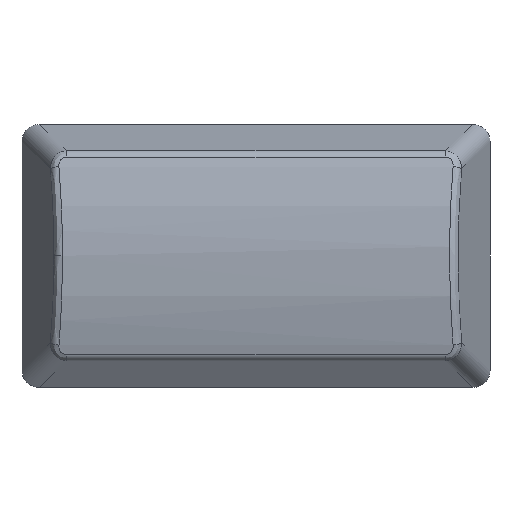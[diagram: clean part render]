
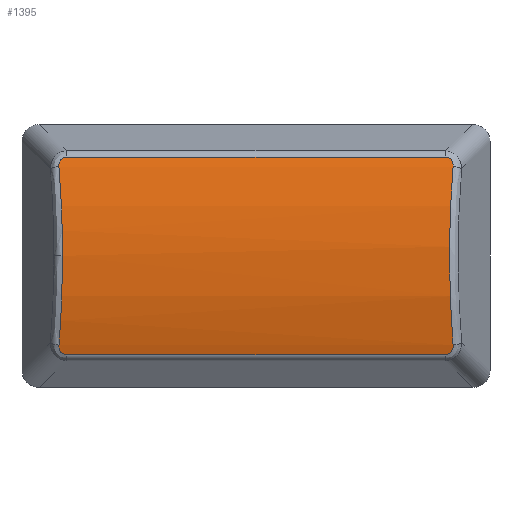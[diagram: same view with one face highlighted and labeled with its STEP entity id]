
A CAD part, top view. The second image highlights one B-rep face of the part: STEP entity #1395.
In plain terms, the highlighted cylindrical face has radius 25.296 mm (diameter 50.591 mm), a partial arc.
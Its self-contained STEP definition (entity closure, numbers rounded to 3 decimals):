
#1261=CARTESIAN_POINT('',(-749.764,371.95,-18.096));
#1262=DIRECTION('',(1.,0.,0.));
#1263=DIRECTION('',(0.,0.,-1.));
#1264=AXIS2_PLACEMENT_3D('',#1261,#1262,#1263);
#1265=CYLINDRICAL_SURFACE('',#1264,25.296);
#1266=CARTESIAN_POINT('',(36.823,365.068,6.246));
#1267=VERTEX_POINT('',#1266);
#1268=CARTESIAN_POINT('',(63.189,365.068,6.246));
#1269=VERTEX_POINT('',#1268);
#1270=CARTESIAN_POINT('',(36.823,365.068,6.246));
#1271=DIRECTION('',(1.,0.,0.));
#1272=VECTOR('',#1271,26.366);
#1273=LINE('',#1270,#1272);
#1274=EDGE_CURVE('',#1267,#1269,#1273,.T.);
#1275=ORIENTED_EDGE('',*,*,#1274,.T.);
#1276=CARTESIAN_POINT('',(63.728,365.733,6.424));
#1277=VERTEX_POINT('',#1276);
#1278=CARTESIAN_POINT('',(63.189,365.068,6.246));
#1279=CARTESIAN_POINT('',(63.271,365.068,6.246));
#1280=CARTESIAN_POINT('',(63.353,365.086,6.251));
#1281=CARTESIAN_POINT('',(63.425,365.121,6.261));
#1282=CARTESIAN_POINT('',(63.461,365.139,6.266));
#1283=CARTESIAN_POINT('',(63.496,365.162,6.272));
#1284=CARTESIAN_POINT('',(63.527,365.188,6.279));
#1285=CARTESIAN_POINT('',(63.558,365.214,6.287));
#1286=CARTESIAN_POINT('',(63.585,365.243,6.295));
#1287=CARTESIAN_POINT('',(63.609,365.275,6.304));
#1288=CARTESIAN_POINT('',(63.657,365.34,6.321));
#1289=CARTESIAN_POINT('',(63.691,365.414,6.341));
#1290=CARTESIAN_POINT('',(63.71,365.493,6.362));
#1291=CARTESIAN_POINT('',(63.73,365.572,6.383));
#1292=CARTESIAN_POINT('',(63.735,365.652,6.404));
#1293=CARTESIAN_POINT('',(63.728,365.733,6.424));
#1294=B_SPLINE_CURVE_WITH_KNOTS('',3,(#1278,#1279,#1280,#1281,#1282,#1283,#1284,#1285,#1286,#1287,#1288,#1289,#1290,#1291,#1292,#1293),.UNSPECIFIED.,.F.,.F.,(4,3,3,3,3,4),(0.,0.,0.,0.,0.001,0.001),.UNSPECIFIED.);
#1295=EDGE_CURVE('',#1269,#1277,#1294,.T.);
#1296=ORIENTED_EDGE('',*,*,#1295,.T.);
#1297=CARTESIAN_POINT('',(63.728,378.167,6.424));
#1298=VERTEX_POINT('',#1297);
#1299=CARTESIAN_POINT('',(71.595,371.95,-18.096));
#1300=DIRECTION('',(-0.952,-0.,-0.305));
#1301=DIRECTION('',(0.305,0.,-0.952));
#1302=AXIS2_PLACEMENT_3D('',#1299,#1300,#1301);
#1303=ELLIPSE('',#1302,26.566,25.296);
#1304=EDGE_CURVE('',#1277,#1298,#1303,.T.);
#1305=ORIENTED_EDGE('',*,*,#1304,.T.);
#1306=CARTESIAN_POINT('',(63.189,378.832,6.246));
#1307=VERTEX_POINT('',#1306);
#1308=CARTESIAN_POINT('',(63.728,378.167,6.424));
#1309=CARTESIAN_POINT('',(63.735,378.248,6.404));
#1310=CARTESIAN_POINT('',(63.73,378.328,6.383));
#1311=CARTESIAN_POINT('',(63.71,378.407,6.362));
#1312=CARTESIAN_POINT('',(63.691,378.486,6.341));
#1313=CARTESIAN_POINT('',(63.657,378.56,6.321));
#1314=CARTESIAN_POINT('',(63.609,378.625,6.304));
#1315=CARTESIAN_POINT('',(63.585,378.657,6.295));
#1316=CARTESIAN_POINT('',(63.558,378.686,6.287));
#1317=CARTESIAN_POINT('',(63.527,378.712,6.279));
#1318=CARTESIAN_POINT('',(63.496,378.738,6.272));
#1319=CARTESIAN_POINT('',(63.461,378.761,6.266));
#1320=CARTESIAN_POINT('',(63.425,378.779,6.261));
#1321=CARTESIAN_POINT('',(63.353,378.814,6.251));
#1322=CARTESIAN_POINT('',(63.271,378.832,6.246));
#1323=CARTESIAN_POINT('',(63.189,378.832,6.246));
#1324=B_SPLINE_CURVE_WITH_KNOTS('',3,(#1308,#1309,#1310,#1311,#1312,#1313,#1314,#1315,#1316,#1317,#1318,#1319,#1320,#1321,#1322,#1323),.UNSPECIFIED.,.F.,.F.,(4,3,3,3,3,4),(0.,0.,0.,0.001,0.001,0.001),.UNSPECIFIED.);
#1325=EDGE_CURVE('',#1298,#1307,#1324,.T.);
#1326=ORIENTED_EDGE('',*,*,#1325,.T.);
#1327=CARTESIAN_POINT('',(36.823,378.832,6.246));
#1328=VERTEX_POINT('',#1327);
#1329=CARTESIAN_POINT('',(63.189,378.832,6.246));
#1330=DIRECTION('',(-1.,-0.,-0.));
#1331=VECTOR('',#1330,26.366);
#1332=LINE('',#1329,#1331);
#1333=EDGE_CURVE('',#1307,#1328,#1332,.T.);
#1334=ORIENTED_EDGE('',*,*,#1333,.T.);
#1335=CARTESIAN_POINT('',(36.284,378.167,6.424));
#1336=VERTEX_POINT('',#1335);
#1337=CARTESIAN_POINT('',(36.823,378.832,6.246));
#1338=CARTESIAN_POINT('',(36.782,378.832,6.246));
#1339=CARTESIAN_POINT('',(36.742,378.828,6.247));
#1340=CARTESIAN_POINT('',(36.703,378.819,6.249));
#1341=CARTESIAN_POINT('',(36.663,378.81,6.252));
#1342=CARTESIAN_POINT('',(36.624,378.797,6.256));
#1343=CARTESIAN_POINT('',(36.588,378.779,6.261));
#1344=CARTESIAN_POINT('',(36.516,378.743,6.271));
#1345=CARTESIAN_POINT('',(36.452,378.69,6.286));
#1346=CARTESIAN_POINT('',(36.404,378.625,6.303));
#1347=CARTESIAN_POINT('',(36.355,378.561,6.321));
#1348=CARTESIAN_POINT('',(36.322,378.486,6.341));
#1349=CARTESIAN_POINT('',(36.302,378.407,6.362));
#1350=CARTESIAN_POINT('',(36.283,378.329,6.383));
#1351=CARTESIAN_POINT('',(36.278,378.248,6.404));
#1352=CARTESIAN_POINT('',(36.284,378.167,6.424));
#1353=B_SPLINE_CURVE_WITH_KNOTS('',3,(#1337,#1338,#1339,#1340,#1341,#1342,#1343,#1344,#1345,#1346,#1347,#1348,#1349,#1350,#1351,#1352),.UNSPECIFIED.,.F.,.F.,(4,3,3,3,3,4),(0.,0.,0.,0.,0.001,0.001),.UNSPECIFIED.);
#1354=EDGE_CURVE('',#1328,#1336,#1353,.T.);
#1355=ORIENTED_EDGE('',*,*,#1354,.T.);
#1356=CARTESIAN_POINT('',(36.533,371.95,7.2));
#1357=VERTEX_POINT('',#1356);
#1358=CARTESIAN_POINT('',(28.418,371.95,-18.096));
#1359=DIRECTION('',(0.952,-0.,-0.305));
#1360=DIRECTION('',(0.305,0.,0.952));
#1361=AXIS2_PLACEMENT_3D('',#1358,#1359,#1360);
#1362=ELLIPSE('',#1361,26.566,25.296);
#1363=EDGE_CURVE('',#1336,#1357,#1362,.T.);
#1364=ORIENTED_EDGE('',*,*,#1363,.T.);
#1365=CARTESIAN_POINT('',(36.284,365.733,6.424));
#1366=VERTEX_POINT('',#1365);
#1367=CARTESIAN_POINT('',(28.418,371.95,-18.096));
#1368=DIRECTION('',(0.952,-0.,-0.305));
#1369=DIRECTION('',(0.305,0.,0.952));
#1370=AXIS2_PLACEMENT_3D('',#1367,#1368,#1369);
#1371=ELLIPSE('',#1370,26.566,25.296);
#1372=EDGE_CURVE('',#1357,#1366,#1371,.T.);
#1373=ORIENTED_EDGE('',*,*,#1372,.T.);
#1374=CARTESIAN_POINT('',(36.284,365.733,6.424));
#1375=CARTESIAN_POINT('',(36.278,365.652,6.404));
#1376=CARTESIAN_POINT('',(36.283,365.572,6.383));
#1377=CARTESIAN_POINT('',(36.302,365.493,6.362));
#1378=CARTESIAN_POINT('',(36.322,365.414,6.341));
#1379=CARTESIAN_POINT('',(36.355,365.34,6.321));
#1380=CARTESIAN_POINT('',(36.403,365.275,6.304));
#1381=CARTESIAN_POINT('',(36.428,365.243,6.295));
#1382=CARTESIAN_POINT('',(36.455,365.214,6.287));
#1383=CARTESIAN_POINT('',(36.486,365.188,6.279));
#1384=CARTESIAN_POINT('',(36.516,365.162,6.272));
#1385=CARTESIAN_POINT('',(36.551,365.139,6.266));
#1386=CARTESIAN_POINT('',(36.587,365.121,6.261));
#1387=CARTESIAN_POINT('',(36.66,365.086,6.251));
#1388=CARTESIAN_POINT('',(36.741,365.068,6.246));
#1389=CARTESIAN_POINT('',(36.823,365.068,6.246));
#1390=B_SPLINE_CURVE_WITH_KNOTS('',3,(#1374,#1375,#1376,#1377,#1378,#1379,#1380,#1381,#1382,#1383,#1384,#1385,#1386,#1387,#1388,#1389),.UNSPECIFIED.,.F.,.F.,(4,3,3,3,3,4),(0.,0.,0.,0.001,0.001,0.001),.UNSPECIFIED.);
#1391=EDGE_CURVE('',#1366,#1267,#1390,.T.);
#1392=ORIENTED_EDGE('',*,*,#1391,.T.);
#1393=EDGE_LOOP('',(#1275,#1296,#1305,#1326,#1334,#1355,#1364,#1373,#1392));
#1394=FACE_BOUND('',#1393,.T.);
#1395=ADVANCED_FACE('',(#1394),#1265,.T.);
